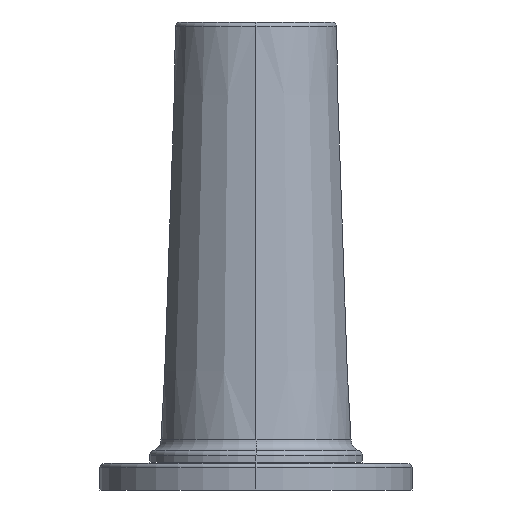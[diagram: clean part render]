
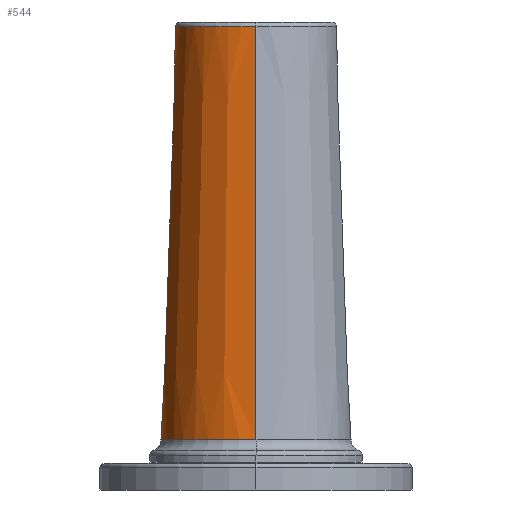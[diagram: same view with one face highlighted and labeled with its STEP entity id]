
A CAD part, left-side view. The second image highlights one B-rep face of the part: STEP entity #544.
In plain terms, the highlighted conical face has half-angle 2 degrees and reference radius 15.715 mm.
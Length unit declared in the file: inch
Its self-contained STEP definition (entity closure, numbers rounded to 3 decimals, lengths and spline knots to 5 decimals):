
#136=CARTESIAN_POINT('',(-11.42568,0.,3.08));
#137=CARTESIAN_POINT('',(-11.42568,0.01651,3.08));
#138=CARTESIAN_POINT('',(-11.42703,0.04984,3.0775));
#139=CARTESIAN_POINT('',(-11.4331,0.09927,3.06611));
#140=CARTESIAN_POINT('',(-11.44309,0.14779,3.04664));
#141=CARTESIAN_POINT('',(-11.45653,0.19415,3.01873));
#142=CARTESIAN_POINT('',(-11.47229,0.23642,2.98248));
#143=CARTESIAN_POINT('',(-11.4882,0.27196,2.93958));
#144=CARTESIAN_POINT('',(-11.5017,0.29881,2.89322));
#145=CARTESIAN_POINT('',(-11.51123,0.31699,2.84603));
#146=CARTESIAN_POINT('',(-11.5163,0.32753,2.79883));
#147=CARTESIAN_POINT('',(-11.51678,0.33113,2.75146));
#148=CARTESIAN_POINT('',(-11.51255,0.32792,2.7036));
#149=CARTESIAN_POINT('',(-11.50354,0.3174,2.65503));
#150=CARTESIAN_POINT('',(-11.48986,0.29857,2.60604));
#151=CARTESIAN_POINT('',(-11.47246,0.27067,2.55848));
#152=CARTESIAN_POINT('',(-11.45357,0.23438,2.51545));
#153=CARTESIAN_POINT('',(-11.43583,0.19192,2.4797));
#154=CARTESIAN_POINT('',(-11.42117,0.14581,2.45241));
#155=CARTESIAN_POINT('',(-11.41049,0.09784,2.43349));
#156=CARTESIAN_POINT('',(-11.40406,0.0491,2.42242));
#157=CARTESIAN_POINT('',(-11.40263,0.01626,2.42));
#158=CARTESIAN_POINT('',(-11.40263,0.,2.42));
#160=DIRECTION('',(-0.035,0.,0.999));
#161=VECTOR('',#160,0.18526);
#162=CARTESIAN_POINT('',(-11.42568,0.,3.08));
#163=LINE('',#162,#161);
#164=CARTESIAN_POINT('',(-12.,0.,3.26515));
#165=DIRECTION('',(0.,0.,1.));
#166=DIRECTION('',(1.,0.,0.));
#167=AXIS2_PLACEMENT_3D('',#164,#165,#166);
#169=CARTESIAN_POINT('',(-12.,0.,0.35421));
#170=DIRECTION('',(0.,0.,1.));
#171=DIRECTION('',(1.,0.,0.));
#172=AXIS2_PLACEMENT_3D('',#169,#170,#171);
#174=DIRECTION('',(-0.035,0.,0.999));
#175=VECTOR('',#174,2.06705);
#176=CARTESIAN_POINT('',(-11.33049,0.,
0.35421));
#177=LINE('',#176,#175);
#204=CARTESIAN_POINT('',(-11.40263,0.,2.42));
#226=CARTESIAN_POINT('',(-11.42568,0.,3.08));
#233=DIRECTION('',(0.035,0.,0.999));
#234=VECTOR('',#233,2.91272);
#235=CARTESIAN_POINT('',(-12.66951,0.,
0.35421));
#236=LINE('',#235,#234);
#282=CARTESIAN_POINT('',(-11.33049,0.,0.35421));
#283=CARTESIAN_POINT('',(-12.66951,0.,0.35421));
#284=VERTEX_POINT('',#282);
#285=VERTEX_POINT('',#283);
#290=CARTESIAN_POINT('',(-12.56786,0.,3.26515));
#291=CARTESIAN_POINT('',(-11.43214,0.,3.26515));
#292=VERTEX_POINT('',#290);
#293=VERTEX_POINT('',#291);
#302=VERTEX_POINT('',#204);
#303=VERTEX_POINT('',#226);
#526=CARTESIAN_POINT('',(-12.,0.,1.80968));
#527=DIRECTION('',(0.,0.,-1.));
#528=DIRECTION('',(-1.,0.,0.));
#529=AXIS2_PLACEMENT_3D('',#526,#527,#528);
#530=CONICAL_SURFACE('',#529,0.61868,2.);
#532=ORIENTED_EDGE('',*,*,#531,.F.);
#534=ORIENTED_EDGE('',*,*,#533,.T.);
#536=ORIENTED_EDGE('',*,*,#535,.T.);
#538=ORIENTED_EDGE('',*,*,#537,.F.);
#539=ORIENTED_EDGE('',*,*,#368,.F.);
#541=ORIENTED_EDGE('',*,*,#540,.T.);
#542=EDGE_LOOP('',(#532,#534,#536,#538,#539,#541));
#543=FACE_OUTER_BOUND('',#542,.F.);
#544=ADVANCED_FACE('',(#543),#530,.T.);
#159=B_SPLINE_CURVE_WITH_KNOTS('',3,(#136,#137,#138,#139,#140,#141,#142,#143,
#144,#145,#146,#147,#148,#149,#150,#151,#152,#153,#154,#155,#156,#157,#158),
.UNSPECIFIED.,.F.,.F.,(4,1,1,1,1,1,1,1,1,1,1,1,1,1,1,1,1,1,1,1,4),(0.,0.05,
0.1,0.15,0.2,0.25,0.3,0.35,0.4,0.45,0.5,0.55,0.6,0.65,
0.7,0.75,0.8,0.85,0.9,0.95,1.),.UNSPECIFIED.);
#168=CIRCLE('',#167,0.56786);
#173=CIRCLE('',#172,0.66951);
#368=EDGE_CURVE('',#284,#285,#173,.T.);
#531=EDGE_CURVE('',#303,#302,#159,.T.);
#533=EDGE_CURVE('',#303,#293,#163,.T.);
#535=EDGE_CURVE('',#293,#292,#168,.T.);
#537=EDGE_CURVE('',#285,#292,#236,.T.);
#540=EDGE_CURVE('',#284,#302,#177,.T.);
